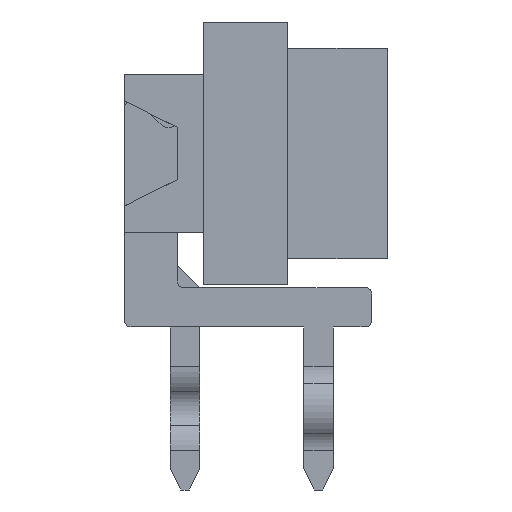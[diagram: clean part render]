
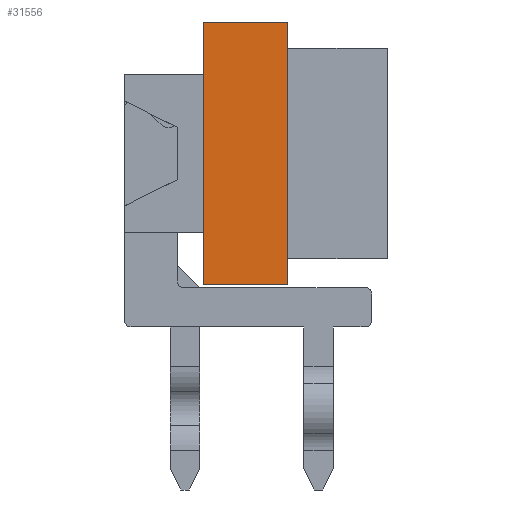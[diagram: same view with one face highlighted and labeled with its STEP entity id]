
A CAD part, front view. The second image highlights one B-rep face of the part: STEP entity #31556.
In plain terms, the highlighted face is planar.
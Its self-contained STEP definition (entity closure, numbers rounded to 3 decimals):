
#9442=ORIENTED_EDGE('',*,*,#14967,.T.);
#9443=ORIENTED_EDGE('',*,*,#14966,.F.);
#9444=ORIENTED_EDGE('',*,*,#14968,.F.);
#9445=ORIENTED_EDGE('',*,*,#14969,.T.);
#14966=EDGE_CURVE('',#18212,#18209,#21704,.T.);
#14967=EDGE_CURVE('',#18213,#18209,#21705,.T.);
#14968=EDGE_CURVE('',#18214,#18212,#21706,.T.);
#14969=EDGE_CURVE('',#18214,#18213,#21707,.T.);
#18209=VERTEX_POINT('',#51941);
#18212=VERTEX_POINT('',#51946);
#18213=VERTEX_POINT('',#51950);
#18214=VERTEX_POINT('',#51952);
#21704=LINE('',#51947,#25416);
#21705=LINE('',#51949,#25417);
#21706=LINE('',#51951,#25418);
#21707=LINE('',#51953,#25419);
#25416=VECTOR('',#42537,1000.);
#25417=VECTOR('',#42540,1000.);
#25418=VECTOR('',#42541,1000.);
#25419=VECTOR('',#42542,1000.);
#27134=EDGE_LOOP('',(#9442,#9443,#9444,#9445));
#28794=FACE_BOUND('',#27134,.T.);
#29950=PLANE('',#34240);
#31556=ADVANCED_FACE('',(#28794),#29950,.F.);
#34240=AXIS2_PLACEMENT_3D('',#51948,#42538,#42539);
#42537=DIRECTION('',(0.,0.,-1.));
#42538=DIRECTION('',(-1.,0.,0.));
#42539=DIRECTION('',(0.,0.,1.));
#42540=DIRECTION('',(0.,1.,0.));
#42541=DIRECTION('',(0.,1.,0.));
#42542=DIRECTION('',(0.,0.,-1.));
#51941=CARTESIAN_POINT('',(12.43,2.5,0.));
#51946=CARTESIAN_POINT('',(12.43,2.5,1.6));
#51947=CARTESIAN_POINT('',(12.43,2.5,1.6));
#51948=CARTESIAN_POINT('',(12.43,-2.5,1.6));
#51949=CARTESIAN_POINT('',(12.43,-2.5,0.));
#51950=CARTESIAN_POINT('',(12.43,-2.5,0.));
#51951=CARTESIAN_POINT('',(12.43,-2.5,1.6));
#51952=CARTESIAN_POINT('',(12.43,-2.5,1.6));
#51953=CARTESIAN_POINT('',(12.43,-2.5,1.6));
